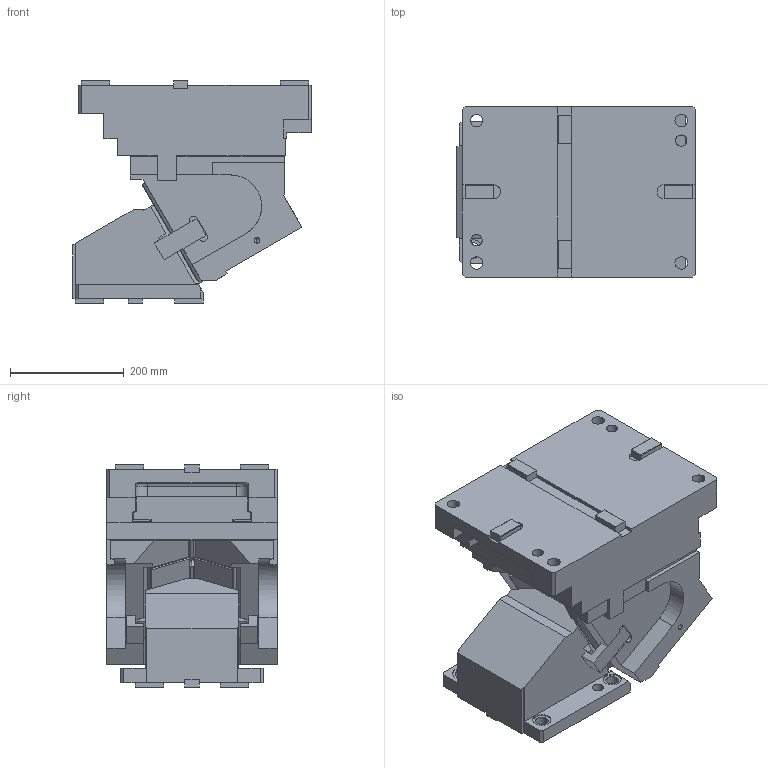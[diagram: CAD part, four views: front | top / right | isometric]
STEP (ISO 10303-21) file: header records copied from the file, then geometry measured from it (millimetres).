
FILE_DESCRIPTION(('CATIA V5 STEP Exchange'),'2;1');
FILE_NAME('CACV_300_60.stp','2015-04-24T14:17:29+00:00',('none'),('none'),'CATIA Version 5 Release 19 SP 2 (IN-10)','CATIA V5 STEP AP203','none');
FILE_SCHEMA(('CONFIG_CONTROL_DESIGN'));
Length unit declared in the file: millimetre
Products named in the file (1): CACV_300_60
Bounding box: 420 x 300 x 393 mm (x, y, z)
Volume: 25129459.7 mm3; surface area: 1271829.1 mm2
Topology: 3 solids, 9 shells, 606 faces, 1750 edges, 1148 vertices
Faces by surface type: plane 418, cylinder 156, cone 18, extrusion 6, torus 4, bspline 4
Entity records: 20315 total; most frequent: CARTESIAN_POINT 4962, ORIENTED_EDGE 3464, DIRECTION 2651, EDGE_CURVE 1732, VECTOR 1380, LINE 1374, VERTEX_POINT 1148, AXIS2_PLACEMENT_3D 742
